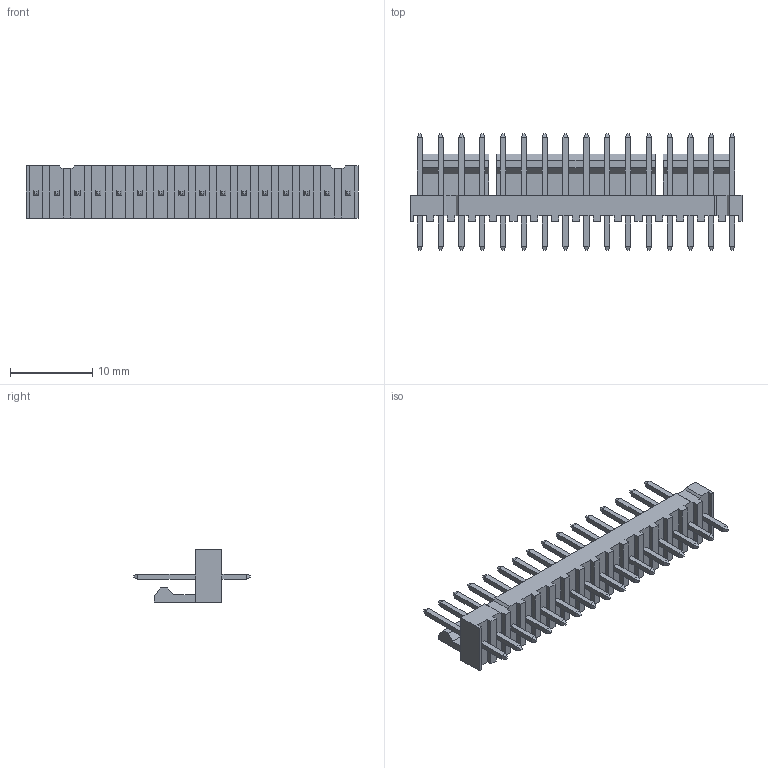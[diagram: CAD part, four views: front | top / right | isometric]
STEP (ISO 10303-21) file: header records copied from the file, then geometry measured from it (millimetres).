
FILE_DESCRIPTION(('STEP AP242'),'1');
FILE_NAME('0022232161.stp','2025-01-23T12:39:38',('TraceParts'),('TraceParts S.A.'),'Spatial InterOp 3D',' ',' ');
FILE_SCHEMA(('AP242_MANAGED_MODEL_BASED_3D_ENGINEERING_MIM_LF {1 0 10303 442 1 1 4}'));
Length unit declared in the file: millimetre
Products named in the file (1): 0022232161_1
Bounding box: 40.49 x 14.22 x 6.35 mm (x, y, z)
Volume: 985.7 mm3; surface area: 1777.8 mm2
Topology: 1 solids, 1 shells, 387 faces, 963 edges, 642 vertices
Faces by surface type: plane 387
Entity records: 11119 total; most frequent: CARTESIAN_POINT 1930, ORIENTED_EDGE 1862, DIRECTION 1773, EDGE_CURVE 931, LINE 931, VECTOR 931, VERTEX_POINT 578, AXIS2_PLACEMENT_3D 421
